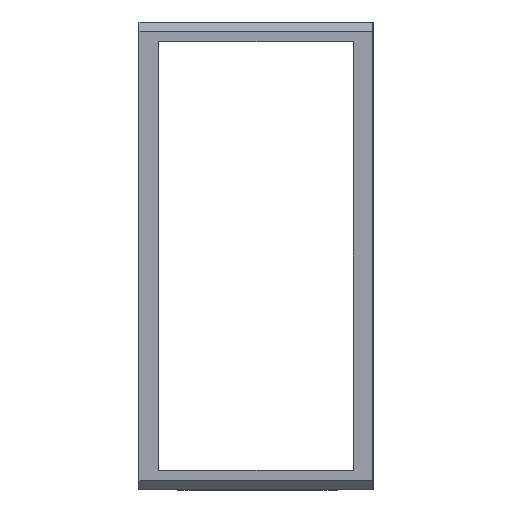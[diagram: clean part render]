
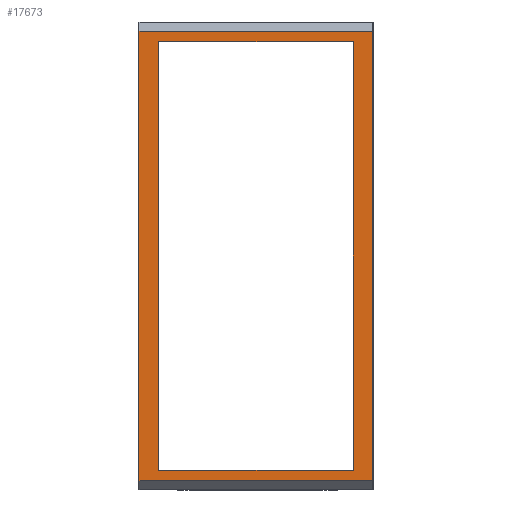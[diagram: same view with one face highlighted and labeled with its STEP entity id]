
A CAD part, left-side view. The second image highlights one B-rep face of the part: STEP entity #17673.
In plain terms, the highlighted planar face has unit normal (-1, 0, 0).
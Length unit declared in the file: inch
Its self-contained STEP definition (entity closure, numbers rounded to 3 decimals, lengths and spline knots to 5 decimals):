
#272 = LINE ( 'NONE', #9720, #276 ) ;
#276 = VECTOR ( 'NONE', #10542, 39.37008 ) ;
#377 = VECTOR ( 'NONE', #10821, 39.37008 ) ;
#383 = LINE ( 'NONE', #9699, #377 ) ;
#1176 = FACE_BOUND ( 'NONE', #13490, .T. ) ;
#1182 = FACE_OUTER_BOUND ( 'NONE', #11337, .T. ) ;
#2070 = LINE ( 'NONE', #5566, #2071 ) ;
#2071 = VECTOR ( 'NONE', #5872, 39.37008 ) ;
#2080 = LINE ( 'NONE', #6697, #2081 ) ;
#2081 = VECTOR ( 'NONE', #5514, 39.37008 ) ;
#2759 = AXIS2_PLACEMENT_3D ( 'NONE', #6936, #7212, #7628 ) ;
#4622 = CARTESIAN_POINT ( 'NONE',  ( 0., -0.75, -1.5 ) ) ;
#4678 = DIRECTION ( 'NONE',  ( 0., 0., 1. ) ) ;
#5514 = DIRECTION ( 'NONE',  ( 0., 1., 0. ) ) ;
#5566 = CARTESIAN_POINT ( 'NONE',  ( 0., -0.75, -1.44 ) ) ;
#5872 = DIRECTION ( 'NONE',  ( 0., -1., 0. ) ) ;
#6060 = CARTESIAN_POINT ( 'NONE',  ( 0., -0.75, -1.44 ) ) ;
#6697 = CARTESIAN_POINT ( 'NONE',  ( 0., -0.75, 1.44 ) ) ;
#6759 = PLANE ( 'NONE',  #2759 ) ;
#6936 = CARTESIAN_POINT ( 'NONE',  ( 0., -0.75, 1.5 ) ) ;
#7212 = DIRECTION ( 'NONE',  ( -1., 0., 0. ) ) ;
#7628 = DIRECTION ( 'NONE',  ( 0., -1., 0. ) ) ;
#8148 = ORIENTED_EDGE ( 'NONE', *, *, #15135, .F. ) ;
#8160 = ORIENTED_EDGE ( 'NONE', *, *, #11492, .T. ) ;
#8173 = ORIENTED_EDGE ( 'NONE', *, *, #13213, .F. ) ;
#8182 = ORIENTED_EDGE ( 'NONE', *, *, #23323, .T. ) ;
#8220 = ORIENTED_EDGE ( 'NONE', *, *, #15213, .F. ) ;
#8290 = ORIENTED_EDGE ( 'NONE', *, *, #9185, .T. ) ;
#8366 = ORIENTED_EDGE ( 'NONE', *, *, #11648, .F. ) ;
#8510 = ORIENTED_EDGE ( 'NONE', *, *, #23318, .T. ) ;
#8757 = DIRECTION ( 'NONE',  ( 0., 0., -1. ) ) ;
#8764 = CARTESIAN_POINT ( 'NONE',  ( 0., 0.625, 1.375 ) ) ;
#9185 = EDGE_CURVE ( 'NONE', #20438, #20413, #25027, .T. ) ;
#9539 = DIRECTION ( 'NONE',  ( 0., 0., -1. ) ) ;
#9554 = CARTESIAN_POINT ( 'NONE',  ( 0., 0.75, 1.5 ) ) ;
#9699 = CARTESIAN_POINT ( 'NONE',  ( 0., 0.625, -1.375 ) ) ;
#9720 = CARTESIAN_POINT ( 'NONE',  ( 0., -0.625, -1.375 ) ) ;
#10542 = DIRECTION ( 'NONE',  ( 0., 0., 1. ) ) ;
#10821 = DIRECTION ( 'NONE',  ( 0., -1., 0. ) ) ;
#11337 = EDGE_LOOP ( 'NONE', ( #8290, #8510, #8160, #8182 ) ) ;
#11492 = EDGE_CURVE ( 'NONE', #21061, #20829, #25230, .T. ) ;
#11648 = EDGE_CURVE ( 'NONE', #20539, #20272, #25424, .T. ) ;
#13213 = EDGE_CURVE ( 'NONE', #20352, #20539, #25682, .T. ) ;
#13490 = EDGE_LOOP ( 'NONE', ( #8220, #8366, #8173, #8148 ) ) ;
#15135 = EDGE_CURVE ( 'NONE', #20389, #20352, #272, .T. ) ;
#15213 = EDGE_CURVE ( 'NONE', #20272, #20389, #383, .T. ) ;
#17205 = DIRECTION ( 'NONE',  ( 0., 1., 0. ) ) ;
#17673 = ADVANCED_FACE ( 'NONE', ( #1176, #1182 ), #6759, .T. ) ;
#17707 = CARTESIAN_POINT ( 'NONE',  ( 0., -0.75, 1.44 ) ) ;
#18508 = CARTESIAN_POINT ( 'NONE',  ( 0., -0.625, -1.375 ) ) ;
#18553 = CARTESIAN_POINT ( 'NONE',  ( 0., -0.625, 1.375 ) ) ;
#18985 = CARTESIAN_POINT ( 'NONE',  ( 0., 0.625, -1.375 ) ) ;
#19197 = CARTESIAN_POINT ( 'NONE',  ( 0., 0.625, 1.375 ) ) ;
#19296 = CARTESIAN_POINT ( 'NONE',  ( 0., 0.75, -1.44 ) ) ;
#19325 = CARTESIAN_POINT ( 'NONE',  ( 0., 0.75, 1.44 ) ) ;
#19701 = CARTESIAN_POINT ( 'NONE',  ( 0., -0.625, 1.375 ) ) ;
#20272 = VERTEX_POINT ( 'NONE', #18985 ) ;
#20352 = VERTEX_POINT ( 'NONE', #19701 ) ;
#20389 = VERTEX_POINT ( 'NONE', #18508 ) ;
#20413 = VERTEX_POINT ( 'NONE', #19296 ) ;
#20438 = VERTEX_POINT ( 'NONE', #19325 ) ;
#20539 = VERTEX_POINT ( 'NONE', #19197 ) ;
#20829 = VERTEX_POINT ( 'NONE', #17707 ) ;
#21061 = VERTEX_POINT ( 'NONE', #6060 ) ;
#23318 = EDGE_CURVE ( 'NONE', #20413, #21061, #2070, .T. ) ;
#23323 = EDGE_CURVE ( 'NONE', #20829, #20438, #2080, .T. ) ;
#25027 = LINE ( 'NONE', #9554, #25045 ) ;
#25045 = VECTOR ( 'NONE', #9539, 39.37008 ) ;
#25230 = LINE ( 'NONE', #4622, #25231 ) ;
#25231 = VECTOR ( 'NONE', #4678, 39.37008 ) ;
#25424 = LINE ( 'NONE', #8764, #25429 ) ;
#25429 = VECTOR ( 'NONE', #8757, 39.37008 ) ;
#25677 = VECTOR ( 'NONE', #17205, 39.37008 ) ;
#25682 = LINE ( 'NONE', #18553, #25677 ) ;
